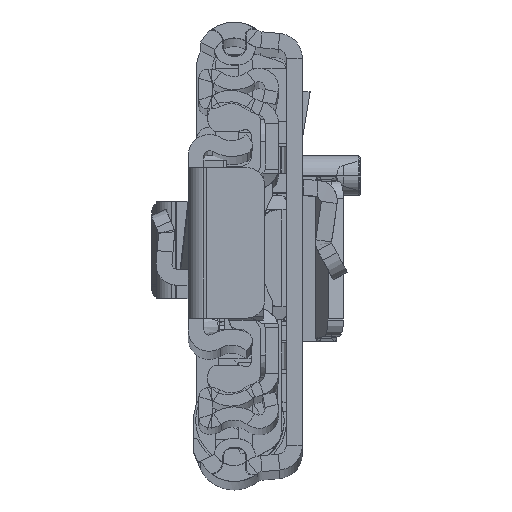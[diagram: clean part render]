
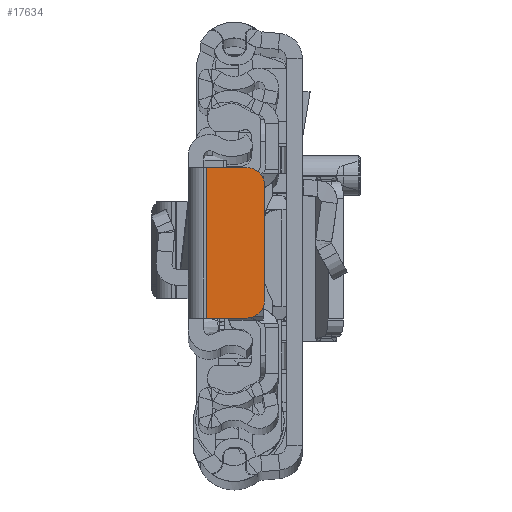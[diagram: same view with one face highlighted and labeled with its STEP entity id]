
A CAD part, top view. The second image highlights one B-rep face of the part: STEP entity #17634.
In plain terms, the highlighted planar face has unit normal (0, 0, 1).
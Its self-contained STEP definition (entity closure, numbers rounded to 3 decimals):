
#1326 = DIRECTION ( 'NONE',  ( 0., -1., 0. ) ) ;
#2736 = DIRECTION ( 'NONE',  ( -1., 0., 0. ) ) ;
#4102 = LINE ( 'NONE', #33473, #18907 ) ;
#5297 = VERTEX_POINT ( 'NONE', #26513 ) ;
#5308 = PLANE ( 'NONE',  #13905 ) ;
#5420 = ORIENTED_EDGE ( 'NONE', *, *, #31478, .T. ) ;
#6165 = CARTESIAN_POINT ( 'NONE',  ( 0., -8.5, 0. ) ) ;
#6463 = DIRECTION ( 'NONE',  ( 0., 0., 1. ) ) ;
#8887 = FACE_OUTER_BOUND ( 'NONE', #26843, .T. ) ;
#11291 = LINE ( 'NONE', #40695, #26309 ) ;
#11918 = VECTOR ( 'NONE', #35542, 1000. ) ;
#13218 = EDGE_CURVE ( 'NONE', #39133, #22292, #4102, .T. ) ;
#13905 = AXIS2_PLACEMENT_3D ( 'NONE', #34266, #21754, #2736 ) ;
#15443 = DIRECTION ( 'NONE',  ( -1., 0., 0. ) ) ;
#17634 = ADVANCED_FACE ( 'NONE', ( #8887 ), #5308, .F. ) ;
#18707 = DIRECTION ( 'NONE',  ( -1., 0., 0. ) ) ;
#18876 = CARTESIAN_POINT ( 'NONE',  ( -2.05, -8.5, 0. ) ) ;
#18907 = VECTOR ( 'NONE', #1326, 1000. ) ;
#18925 = ORIENTED_EDGE ( 'NONE', *, *, #29350, .T. ) ;
#19450 = VECTOR ( 'NONE', #24365, 1000. ) ;
#21314 = ORIENTED_EDGE ( 'NONE', *, *, #35490, .T. ) ;
#21411 = AXIS2_PLACEMENT_3D ( 'NONE', #32045, #6463, #18707 ) ;
#21754 = DIRECTION ( 'NONE',  ( 0., 0., -1. ) ) ;
#22292 = VERTEX_POINT ( 'NONE', #18876 ) ;
#24365 = DIRECTION ( 'NONE',  ( -1., 0., 0. ) ) ;
#24735 = VERTEX_POINT ( 'NONE', #28464 ) ;
#25268 = CARTESIAN_POINT ( 'NONE',  ( -8.65, -6.5, 0. ) ) ;
#25589 = LINE ( 'NONE', #6165, #11918 ) ;
#26309 = VECTOR ( 'NONE', #30946, 1000. ) ;
#26462 = ORIENTED_EDGE ( 'NONE', *, *, #13218, .F. ) ;
#26513 = CARTESIAN_POINT ( 'NONE',  ( -8.65, 6.5, 0. ) ) ;
#26843 = EDGE_LOOP ( 'NONE', ( #28249, #21314, #18925, #26462, #5420, #36183 ) ) ;
#26903 = CARTESIAN_POINT ( 'NONE',  ( 0., 8.5, 0. ) ) ;
#28226 = EDGE_CURVE ( 'NONE', #38977, #5297, #40212, .T. ) ;
#28249 = ORIENTED_EDGE ( 'NONE', *, *, #37368, .T. ) ;
#28464 = CARTESIAN_POINT ( 'NONE',  ( -6.65, -8.5, 0. ) ) ;
#28538 = CARTESIAN_POINT ( 'NONE',  ( -6.65, 6.5, 0. ) ) ;
#29350 = EDGE_CURVE ( 'NONE', #24735, #22292, #25589, .T. ) ;
#30946 = DIRECTION ( 'NONE',  ( 0., -1., 0. ) ) ;
#31319 = CARTESIAN_POINT ( 'NONE',  ( -6.65, 8.5, 0. ) ) ;
#31478 = EDGE_CURVE ( 'NONE', #39133, #38977, #37485, .T. ) ;
#32045 = CARTESIAN_POINT ( 'NONE',  ( -6.65, -6.5, 0. ) ) ;
#33473 = CARTESIAN_POINT ( 'NONE',  ( -2.05, -8.5, 0. ) ) ;
#34266 = CARTESIAN_POINT ( 'NONE',  ( 0., 0., 0. ) ) ;
#34332 = VERTEX_POINT ( 'NONE', #25268 ) ;
#35490 = EDGE_CURVE ( 'NONE', #34332, #24735, #35637, .T. ) ;
#35542 = DIRECTION ( 'NONE',  ( 1., 0., 0. ) ) ;
#35637 = CIRCLE ( 'NONE', #21411, 2. ) ;
#36183 = ORIENTED_EDGE ( 'NONE', *, *, #28226, .T. ) ;
#36401 = CARTESIAN_POINT ( 'NONE',  ( -2.05, 8.5, 0. ) ) ;
#37368 = EDGE_CURVE ( 'NONE', #5297, #34332, #11291, .T. ) ;
#37485 = LINE ( 'NONE', #26903, #19450 ) ;
#38502 = DIRECTION ( 'NONE',  ( 0., 0., 1. ) ) ;
#38858 = AXIS2_PLACEMENT_3D ( 'NONE', #28538, #38502, #15443 ) ;
#38977 = VERTEX_POINT ( 'NONE', #31319 ) ;
#39133 = VERTEX_POINT ( 'NONE', #36401 ) ;
#40212 = CIRCLE ( 'NONE', #38858, 2. ) ;
#40695 = CARTESIAN_POINT ( 'NONE',  ( -8.65, 0., 0. ) ) ;
